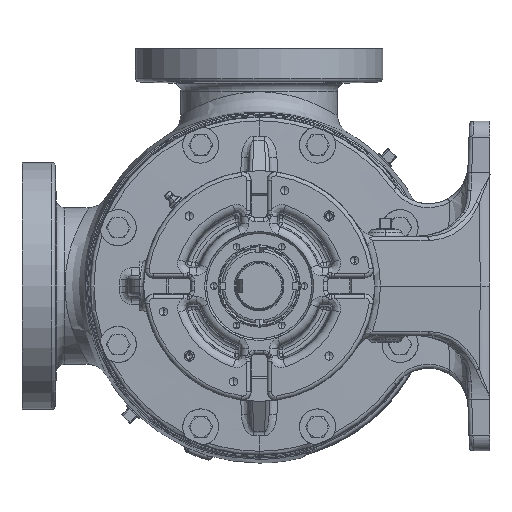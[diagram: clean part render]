
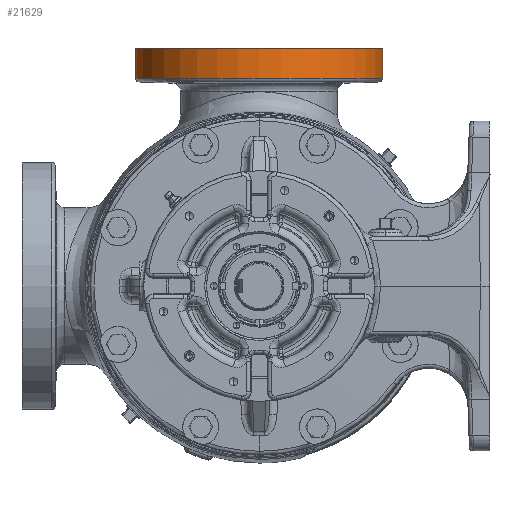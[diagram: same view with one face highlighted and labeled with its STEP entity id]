
A CAD part, left-side view. The second image highlights one B-rep face of the part: STEP entity #21629.
In plain terms, the highlighted cylindrical face has radius 95.25 mm (diameter 190.5 mm), a partial arc.
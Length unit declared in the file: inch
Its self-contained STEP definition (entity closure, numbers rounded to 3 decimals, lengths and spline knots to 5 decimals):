
#4696 = DIRECTION ( 'NONE',  ( 0., -1., 0. ) ) ;
#13110 = VECTOR ( 'NONE', #146030, 39.37008 ) ;
#21629 = ADVANCED_FACE ( 'Defeatured_0_963', ( #83730 ), #143329, .T. ) ;
#25026 = EDGE_CURVE ( 'NONE', #125336, #38318, #97538, .T. ) ;
#34934 = DIRECTION ( 'NONE',  ( 0., 0., 1. ) ) ;
#38318 = VERTEX_POINT ( 'NONE', #189582 ) ;
#46887 = ORIENTED_EDGE ( 'NONE', *, *, #86796, .T. ) ;
#53418 = DIRECTION ( 'NONE',  ( 0., -1., 0. ) ) ;
#53880 = ORIENTED_EDGE ( 'NONE', *, *, #58109, .T. ) ;
#58109 = EDGE_CURVE ( 'NONE', #125336, #138620, #96547, .T. ) ;
#65351 = ORIENTED_EDGE ( 'NONE', *, *, #141829, .T. ) ;
#67028 = DIRECTION ( 'NONE',  ( 0., 1., 0. ) ) ;
#67581 = DIRECTION ( 'NONE',  ( 0., 0., 1. ) ) ;
#68996 = DIRECTION ( 'NONE',  ( 0., 0., 1. ) ) ;
#80511 = DIRECTION ( 'NONE',  ( 0., 0., -1. ) ) ;
#83730 = FACE_OUTER_BOUND ( 'NONE', #85251, .T. ) ;
#85251 = EDGE_LOOP ( 'NONE', ( #87834, #53880, #65351, #46887 ) ) ;
#86796 = EDGE_CURVE ( 'NONE', #141905, #38318, #127220, .T. ) ;
#87834 = ORIENTED_EDGE ( 'NONE', *, *, #25026, .F. ) ;
#96547 = CIRCLE ( 'NONE', #122328, 3.75 ) ;
#97538 = LINE ( 'NONE', #173282, #110659 ) ;
#99592 = CARTESIAN_POINT ( 'NONE',  ( 4.515, -3.75, 7.44095 ) ) ;
#110659 = VECTOR ( 'NONE', #34934, 39.37008 ) ;
#113769 = LINE ( 'NONE', #99592, #13110 ) ;
#122328 = AXIS2_PLACEMENT_3D ( 'NONE', #141780, #68996, #67028 ) ;
#125336 = VERTEX_POINT ( 'NONE', #162628 ) ;
#127220 = CIRCLE ( 'NONE', #198091, 3.75 ) ;
#128197 = CARTESIAN_POINT ( 'NONE',  ( 4.515, 0., 7.44095 ) ) ;
#133865 = CARTESIAN_POINT ( 'NONE',  ( 4.515, -3.75, 7.19 ) ) ;
#138620 = VERTEX_POINT ( 'NONE', #199318 ) ;
#141780 = CARTESIAN_POINT ( 'NONE',  ( 4.515, 0., 6.30588 ) ) ;
#141829 = EDGE_CURVE ( 'NONE', #138620, #141905, #113769, .T. ) ;
#141905 = VERTEX_POINT ( 'NONE', #133865 ) ;
#143329 = CYLINDRICAL_SURFACE ( 'NONE', #185501, 3.75 ) ;
#146030 = DIRECTION ( 'NONE',  ( 0., 0., 1. ) ) ;
#158269 = CARTESIAN_POINT ( 'NONE',  ( 4.515, 0., 7.19 ) ) ;
#162628 = CARTESIAN_POINT ( 'NONE',  ( 4.515, 3.75, 6.30588 ) ) ;
#173282 = CARTESIAN_POINT ( 'NONE',  ( 4.515, 3.75, 7.44095 ) ) ;
#185501 = AXIS2_PLACEMENT_3D ( 'NONE', #128197, #67581, #53418 ) ;
#189582 = CARTESIAN_POINT ( 'NONE',  ( 4.515, 3.75, 7.19 ) ) ;
#198091 = AXIS2_PLACEMENT_3D ( 'NONE', #158269, #80511, #4696 ) ;
#199318 = CARTESIAN_POINT ( 'NONE',  ( 4.515, -3.75, 6.30588 ) ) ;
